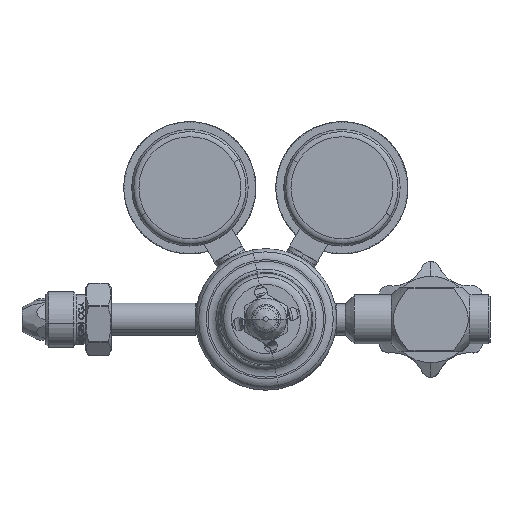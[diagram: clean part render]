
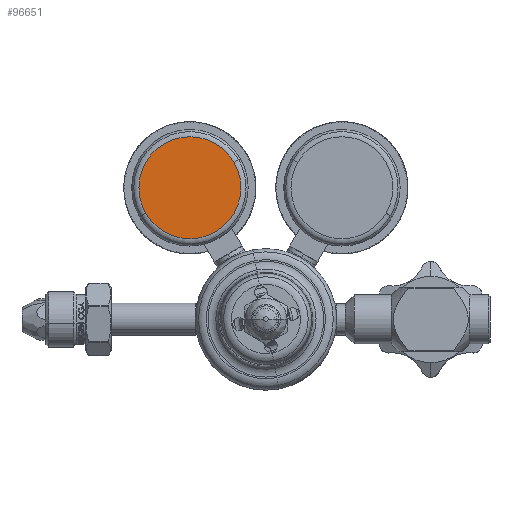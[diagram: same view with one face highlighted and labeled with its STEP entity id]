
A CAD part, top view. The second image highlights one B-rep face of the part: STEP entity #96651.
In plain terms, the highlighted face is planar.
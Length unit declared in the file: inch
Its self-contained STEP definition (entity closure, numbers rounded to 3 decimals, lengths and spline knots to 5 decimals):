
#96256=CARTESIAN_POINT('',(0.,0.,-1.));
#96257=DIRECTION('',(0.,0.,-1.));
#96258=DIRECTION('',(1.,0.,0.));
#96259=AXIS2_PLACEMENT_3D('',#96256,#96257,#96258);
#96261=CARTESIAN_POINT('',(0.,0.,-1.));
#96262=DIRECTION('',(0.,0.,-1.));
#96263=DIRECTION('',(-1.,0.,0.));
#96264=AXIS2_PLACEMENT_3D('',#96261,#96262,#96263);
#96403=CARTESIAN_POINT('',(0.875,0.,-1.));
#96405=VERTEX_POINT('',#96403);
#96409=CARTESIAN_POINT('',(-0.875,0.,-1.));
#96410=VERTEX_POINT('',#96409);
#96641=CARTESIAN_POINT('',(0.,0.,-1.));
#96642=DIRECTION('',(0.,0.,1.));
#96643=DIRECTION('',(1.,0.,0.));
#96644=AXIS2_PLACEMENT_3D('',#96641,#96642,#96643);
#96645=PLANE('',#96644);
#96646=ORIENTED_EDGE('',*,*,#96631,.F.);
#96648=ORIENTED_EDGE('',*,*,#96647,.F.);
#96649=EDGE_LOOP('',(#96646,#96648));
#96650=FACE_OUTER_BOUND('',#96649,.F.);
#96651=ADVANCED_FACE('',(#96650),#96645,.F.);
#96260=CIRCLE('',#96259,0.875);
#96265=CIRCLE('',#96264,0.875);
#96631=EDGE_CURVE('',#96405,#96410,#96260,.T.);
#96647=EDGE_CURVE('',#96410,#96405,#96265,.T.);
